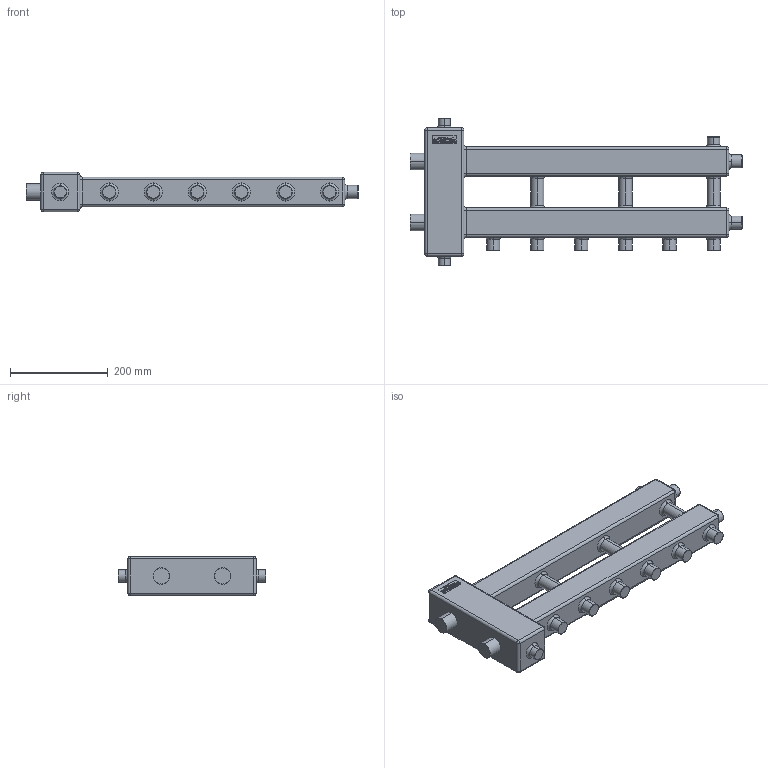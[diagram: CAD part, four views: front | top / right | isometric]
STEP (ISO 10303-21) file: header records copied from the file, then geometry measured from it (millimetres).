
FILE_DESCRIPTION (( 'STEP AP214' ), '1' );
FILE_NAME ('BMK-60-4D.10.STEP', '2016-12-26T08:35:50', ( '' ), ( '' ), 'SwSTEP 2.0', 'SolidWorks 2015', '' );
FILE_SCHEMA (( 'AUTOMOTIVE_DESIGN' ));
Length unit declared in the file: millimetre
Products named in the file (1): BMK-60-4D.10
Bounding box: 678 x 302 x 81 mm (x, y, z)
Volume: 5865531.6 mm3; surface area: 380872.1 mm2
Topology: 1 solids, 1 shells, 711 faces, 1912 edges, 1224 vertices
Faces by surface type: bspline 344, plane 207, cylinder 76, torus 42, cone 26, sphere 16
Entity records: 24310 total; most frequent: CARTESIAN_POINT 8316, ORIENTED_EDGE 3792, DIRECTION 2206, EDGE_CURVE 1896, VERTEX_POINT 1224, VECTOR 938, LINE 938, EDGE_LOOP 754
